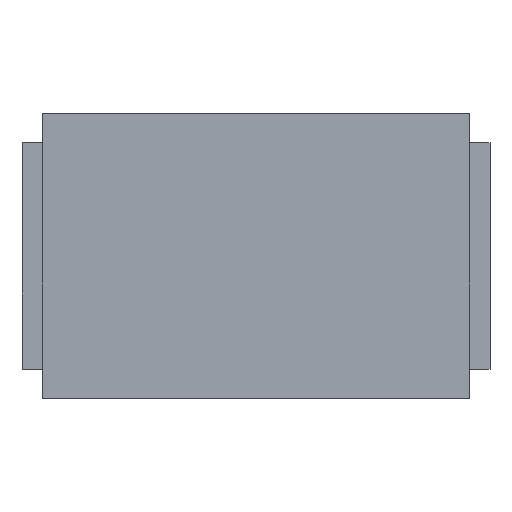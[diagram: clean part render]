
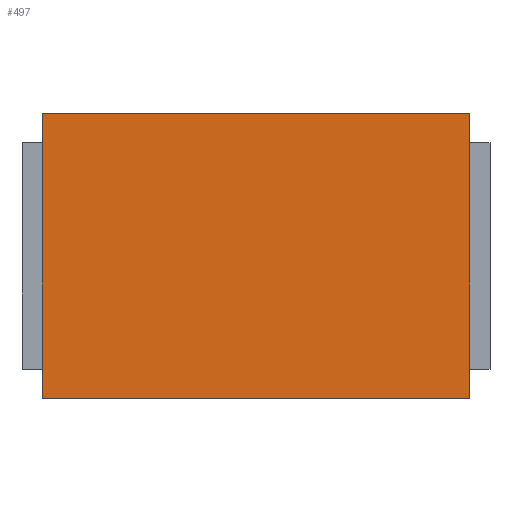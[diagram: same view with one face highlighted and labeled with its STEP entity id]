
A CAD part, top view. The second image highlights one B-rep face of the part: STEP entity #497.
In plain terms, the highlighted planar face has unit normal (0, 0, 1).
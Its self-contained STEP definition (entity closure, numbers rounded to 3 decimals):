
#2 = DIRECTION ( 'NONE',  ( 1., 0., 0. ) ) ;
#23 = DIRECTION ( 'NONE',  ( 0., -1., 0. ) ) ;
#31 = CARTESIAN_POINT ( 'NONE',  ( -5.25, 3.5, 0.58 ) ) ;
#34 = VECTOR ( 'NONE', #129, 1000. ) ;
#121 = VECTOR ( 'NONE', #199, 1000. ) ;
#129 = DIRECTION ( 'NONE',  ( -1., 0., 0. ) ) ;
#141 = DIRECTION ( 'NONE',  ( 0., 0., 1. ) ) ;
#169 = ORIENTED_EDGE ( 'NONE', *, *, #312, .F. ) ;
#171 = CARTESIAN_POINT ( 'NONE',  ( -5.25, 0., 0.58 ) ) ;
#199 = DIRECTION ( 'NONE',  ( 1., 0., 0. ) ) ;
#250 = CARTESIAN_POINT ( 'NONE',  ( 5.25, 0., 0.58 ) ) ;
#253 = VERTEX_POINT ( 'NONE', #834 ) ;
#280 = PLANE ( 'NONE',  #313 ) ;
#312 = EDGE_CURVE ( 'NONE', #366, #253, #706, .T. ) ;
#313 = AXIS2_PLACEMENT_3D ( 'NONE', #499, #141, #2 ) ;
#335 = EDGE_CURVE ( 'NONE', #253, #597, #762, .T. ) ;
#366 = VERTEX_POINT ( 'NONE', #672 ) ;
#406 = EDGE_LOOP ( 'NONE', ( #531, #169, #541, #823 ) ) ;
#408 = VERTEX_POINT ( 'NONE', #31 ) ;
#429 = FACE_OUTER_BOUND ( 'NONE', #406, .T. ) ;
#452 = VECTOR ( 'NONE', #588, 1000. ) ;
#497 = ADVANCED_FACE ( 'NONE', ( #429 ), #280, .T. ) ;
#499 = CARTESIAN_POINT ( 'NONE',  ( 0., 0., 0.58 ) ) ;
#526 = LINE ( 'NONE', #171, #452 ) ;
#529 = CARTESIAN_POINT ( 'NONE',  ( -5.25, -3.5, 0.58 ) ) ;
#531 = ORIENTED_EDGE ( 'NONE', *, *, #335, .F. ) ;
#534 = LINE ( 'NONE', #616, #121 ) ;
#541 = ORIENTED_EDGE ( 'NONE', *, *, #722, .F. ) ;
#555 = CARTESIAN_POINT ( 'NONE',  ( 0., -3.5, 0.58 ) ) ;
#564 = EDGE_CURVE ( 'NONE', #597, #408, #526, .T. ) ;
#588 = DIRECTION ( 'NONE',  ( 0., 1., 0. ) ) ;
#597 = VERTEX_POINT ( 'NONE', #529 ) ;
#616 = CARTESIAN_POINT ( 'NONE',  ( 0., 3.5, 0.58 ) ) ;
#635 = VECTOR ( 'NONE', #23, 1000. ) ;
#672 = CARTESIAN_POINT ( 'NONE',  ( 5.25, 3.5, 0.58 ) ) ;
#706 = LINE ( 'NONE', #250, #635 ) ;
#722 = EDGE_CURVE ( 'NONE', #408, #366, #534, .T. ) ;
#762 = LINE ( 'NONE', #555, #34 ) ;
#823 = ORIENTED_EDGE ( 'NONE', *, *, #564, .F. ) ;
#834 = CARTESIAN_POINT ( 'NONE',  ( 5.25, -3.5, 0.58 ) ) ;
